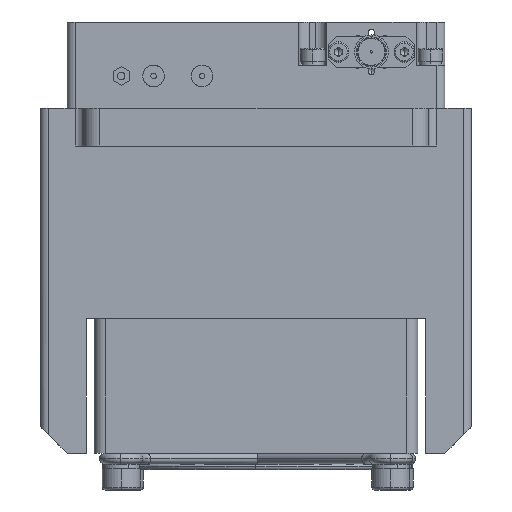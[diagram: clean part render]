
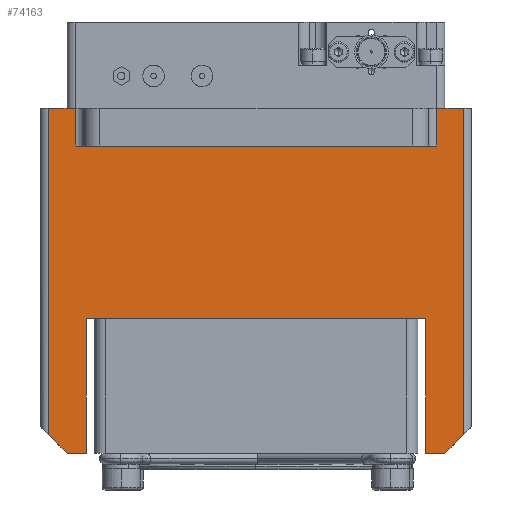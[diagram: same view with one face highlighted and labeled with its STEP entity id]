
A CAD part, left-side view. The second image highlights one B-rep face of the part: STEP entity #74163.
In plain terms, the highlighted planar face has unit normal (-1, 0, 0).
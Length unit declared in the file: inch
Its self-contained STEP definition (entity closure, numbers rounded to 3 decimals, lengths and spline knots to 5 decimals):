
#45 = ORIENTED_EDGE ( 'NONE', *, *, #27821, .F. ) ;
#150 = FACE_OUTER_BOUND ( 'NONE', #5813, .T. ) ;
#712 = VERTEX_POINT ( 'NONE', #42702 ) ;
#1547 = CARTESIAN_POINT ( 'NONE',  ( -3.50389, -2.60222, -0.6269 ) ) ;
#2221 = ORIENTED_EDGE ( 'NONE', *, *, #50316, .T. ) ;
#3470 = VECTOR ( 'NONE', #43333, 39.37008 ) ;
#5813 = EDGE_LOOP ( 'NONE', ( #60962, #67987, #76032, #76212, #45, #44774, #30980, #59906, #25988, #68500, #54702, #57966, #2221, #35491 ) ) ;
#6839 = VECTOR ( 'NONE', #77702, 39.37008 ) ;
#7958 = CARTESIAN_POINT ( 'NONE',  ( -3.50389, -2.34632, 1.89278 ) ) ;
#8659 = CARTESIAN_POINT ( 'NONE',  ( -3.50389, -2.40537, -0.6269 ) ) ;
#9804 = CARTESIAN_POINT ( 'NONE',  ( -3.50389, -2.60222, 1.89278 ) ) ;
#10777 = AXIS2_PLACEMENT_3D ( 'NONE', #21309, #52763, #27119 ) ;
#11741 = VECTOR ( 'NONE', #22264, 39.37008 ) ;
#11822 = VECTOR ( 'NONE', #57932, 39.37008 ) ;
#12257 = CARTESIAN_POINT ( 'NONE',  ( -3.50389, -2.60222, 0.35735 ) ) ;
#13193 = CARTESIAN_POINT ( 'NONE',  ( -3.50389, 0.48833, -0.48911 ) ) ;
#13698 = EDGE_CURVE ( 'NONE', #40669, #25841, #65797, .T. ) ;
#14538 = LINE ( 'NONE', #39778, #67364 ) ;
#14779 = EDGE_CURVE ( 'NONE', #712, #43384, #45517, .T. ) ;
#16133 = VERTEX_POINT ( 'NONE', #62578 ) ;
#16469 = DIRECTION ( 'NONE',  ( 0., 0., 1. ) ) ;
#18822 = DIRECTION ( 'NONE',  ( 0., 1., 0. ) ) ;
#18886 = VECTOR ( 'NONE', #25113, 39.37008 ) ;
#19255 = VERTEX_POINT ( 'NONE', #54000 ) ;
#20059 = EDGE_CURVE ( 'NONE', #43384, #57856, #58395, .T. ) ;
#21309 = CARTESIAN_POINT ( 'NONE',  ( -3.50389, -2.60222, -0.6269 ) ) ;
#21314 = CARTESIAN_POINT ( 'NONE',  ( -3.50389, -2.34632, -0.6269 ) ) ;
#22264 = DIRECTION ( 'NONE',  ( 0., 1., 0. ) ) ;
#23061 = LINE ( 'NONE', #73157, #3470 ) ;
#25113 = DIRECTION ( 'NONE',  ( 0., 1., 0. ) ) ;
#25841 = VERTEX_POINT ( 'NONE', #72714 ) ;
#25988 = ORIENTED_EDGE ( 'NONE', *, *, #14779, .T. ) ;
#26595 = VECTOR ( 'NONE', #34329, 39.37008 ) ;
#27119 = DIRECTION ( 'NONE',  ( 0., 0., -1. ) ) ;
#27198 = EDGE_CURVE ( 'NONE', #19255, #57856, #46573, .T. ) ;
#27821 = EDGE_CURVE ( 'NONE', #29857, #29610, #43743, .T. ) ;
#27885 = VECTOR ( 'NONE', #54849, 39.37008 ) ;
#29610 = VERTEX_POINT ( 'NONE', #61221 ) ;
#29819 = VERTEX_POINT ( 'NONE', #13193 ) ;
#29857 = VERTEX_POINT ( 'NONE', #40040 ) ;
#30376 = CARTESIAN_POINT ( 'NONE',  ( -3.50389, -2.26758, 0.35735 ) ) ;
#30756 = LINE ( 'NONE', #30376, #27885 ) ;
#30980 = ORIENTED_EDGE ( 'NONE', *, *, #13698, .F. ) ;
#31783 = EDGE_CURVE ( 'NONE', #51365, #16133, #14538, .T. ) ;
#32344 = EDGE_CURVE ( 'NONE', #29819, #16133, #48764, .T. ) ;
#32638 = CARTESIAN_POINT ( 'NONE',  ( -3.50389, -2.54317, -0.6269 ) ) ;
#34253 = EDGE_CURVE ( 'NONE', #29857, #25841, #30756, .T. ) ;
#34329 = DIRECTION ( 'NONE',  ( 0., 1., 0. ) ) ;
#34779 = DIRECTION ( 'NONE',  ( 0., 1., 0. ) ) ;
#35491 = ORIENTED_EDGE ( 'NONE', *, *, #31783, .T. ) ;
#39778 = CARTESIAN_POINT ( 'NONE',  ( -3.50389, -2.60222, 1.89278 ) ) ;
#40040 = CARTESIAN_POINT ( 'NONE',  ( -3.50389, -2.26758, 0.35735 ) ) ;
#40321 = CARTESIAN_POINT ( 'NONE',  ( -3.50389, -2.60222, -0.43005 ) ) ;
#40669 = VERTEX_POINT ( 'NONE', #8659 ) ;
#40722 = LINE ( 'NONE', #40321, #42777 ) ;
#41765 = LINE ( 'NONE', #71991, #76894 ) ;
#42239 = EDGE_CURVE ( 'NONE', #40669, #712, #40722, .T. ) ;
#42702 = CARTESIAN_POINT ( 'NONE',  ( -3.50389, -2.54317, -0.48911 ) ) ;
#42777 = VECTOR ( 'NONE', #77237, 39.37008 ) ;
#43333 = DIRECTION ( 'NONE',  ( 0., -0.707, -0.707 ) ) ;
#43384 = VERTEX_POINT ( 'NONE', #48902 ) ;
#43743 = LINE ( 'NONE', #12257, #18886 ) ;
#43918 = CARTESIAN_POINT ( 'NONE',  ( -3.50389, 0.29148, 1.89278 ) ) ;
#44774 = ORIENTED_EDGE ( 'NONE', *, *, #34253, .T. ) ;
#44814 = EDGE_CURVE ( 'NONE', #29819, #62225, #23061, .T. ) ;
#45333 = PLANE ( 'NONE',  #10777 ) ;
#45517 = LINE ( 'NONE', #32638, #80950 ) ;
#45921 = LINE ( 'NONE', #50918, #11822 ) ;
#46573 = LINE ( 'NONE', #21314, #6839 ) ;
#48724 = VECTOR ( 'NONE', #16469, 39.37008 ) ;
#48764 = LINE ( 'NONE', #73188, #48724 ) ;
#48902 = CARTESIAN_POINT ( 'NONE',  ( -3.50389, -2.54317, 1.89278 ) ) ;
#50314 = LINE ( 'NONE', #75623, #62404 ) ;
#50316 = EDGE_CURVE ( 'NONE', #61482, #51365, #45921, .T. ) ;
#50918 = CARTESIAN_POINT ( 'NONE',  ( -3.50389, 0.29148, -0.6269 ) ) ;
#51365 = VERTEX_POINT ( 'NONE', #43918 ) ;
#52763 = DIRECTION ( 'NONE',  ( 1., 0., 0. ) ) ;
#52948 = EDGE_CURVE ( 'NONE', #29610, #70829, #41765, .T. ) ;
#52951 = CARTESIAN_POINT ( 'NONE',  ( -3.50389, 0.21274, -0.6269 ) ) ;
#54000 = CARTESIAN_POINT ( 'NONE',  ( -3.50389, -2.34632, 1.61719 ) ) ;
#54011 = EDGE_CURVE ( 'NONE', #19255, #61482, #50314, .T. ) ;
#54604 = EDGE_CURVE ( 'NONE', #70829, #62225, #62631, .T. ) ;
#54702 = ORIENTED_EDGE ( 'NONE', *, *, #27198, .F. ) ;
#54849 = DIRECTION ( 'NONE',  ( 0., 0., -1. ) ) ;
#54993 = CARTESIAN_POINT ( 'NONE',  ( -3.50389, 0.35053, -0.6269 ) ) ;
#55887 = VECTOR ( 'NONE', #69689, 39.37008 ) ;
#57856 = VERTEX_POINT ( 'NONE', #7958 ) ;
#57932 = DIRECTION ( 'NONE',  ( 0., 0., 1. ) ) ;
#57939 = DIRECTION ( 'NONE',  ( 0., 0., 1. ) ) ;
#57966 = ORIENTED_EDGE ( 'NONE', *, *, #54011, .T. ) ;
#58395 = LINE ( 'NONE', #9804, #11741 ) ;
#59906 = ORIENTED_EDGE ( 'NONE', *, *, #42239, .T. ) ;
#60349 = DIRECTION ( 'NONE',  ( 0., 0., -1. ) ) ;
#60962 = ORIENTED_EDGE ( 'NONE', *, *, #32344, .F. ) ;
#61221 = CARTESIAN_POINT ( 'NONE',  ( -3.50389, 0.21274, 0.35735 ) ) ;
#61482 = VERTEX_POINT ( 'NONE', #79560 ) ;
#62225 = VERTEX_POINT ( 'NONE', #54993 ) ;
#62404 = VECTOR ( 'NONE', #18822, 39.37008 ) ;
#62578 = CARTESIAN_POINT ( 'NONE',  ( -3.50389, 0.48833, 1.89278 ) ) ;
#62631 = LINE ( 'NONE', #75926, #55887 ) ;
#65797 = LINE ( 'NONE', #1547, #26595 ) ;
#67364 = VECTOR ( 'NONE', #34779, 39.37008 ) ;
#67987 = ORIENTED_EDGE ( 'NONE', *, *, #44814, .T. ) ;
#68500 = ORIENTED_EDGE ( 'NONE', *, *, #20059, .T. ) ;
#69689 = DIRECTION ( 'NONE',  ( 0., 1., 0. ) ) ;
#70829 = VERTEX_POINT ( 'NONE', #52951 ) ;
#71991 = CARTESIAN_POINT ( 'NONE',  ( -3.50389, 0.21274, 0.35735 ) ) ;
#72714 = CARTESIAN_POINT ( 'NONE',  ( -3.50389, -2.26758, -0.6269 ) ) ;
#73157 = CARTESIAN_POINT ( 'NONE',  ( -3.50389, -1.12584, -2.10328 ) ) ;
#73188 = CARTESIAN_POINT ( 'NONE',  ( -3.50389, 0.48833, -0.6269 ) ) ;
#74163 = ADVANCED_FACE ( 'NONE', ( #150 ), #45333, .F. ) ;
#75623 = CARTESIAN_POINT ( 'NONE',  ( -3.50389, -2.60222, 1.61719 ) ) ;
#75926 = CARTESIAN_POINT ( 'NONE',  ( -3.50389, -2.60222, -0.6269 ) ) ;
#76032 = ORIENTED_EDGE ( 'NONE', *, *, #54604, .F. ) ;
#76212 = ORIENTED_EDGE ( 'NONE', *, *, #52948, .F. ) ;
#76894 = VECTOR ( 'NONE', #60349, 39.37008 ) ;
#77237 = DIRECTION ( 'NONE',  ( 0., -0.707, 0.707 ) ) ;
#77702 = DIRECTION ( 'NONE',  ( 0., 0., 1. ) ) ;
#79560 = CARTESIAN_POINT ( 'NONE',  ( -3.50389, 0.29148, 1.61719 ) ) ;
#80950 = VECTOR ( 'NONE', #57939, 39.37008 ) ;
